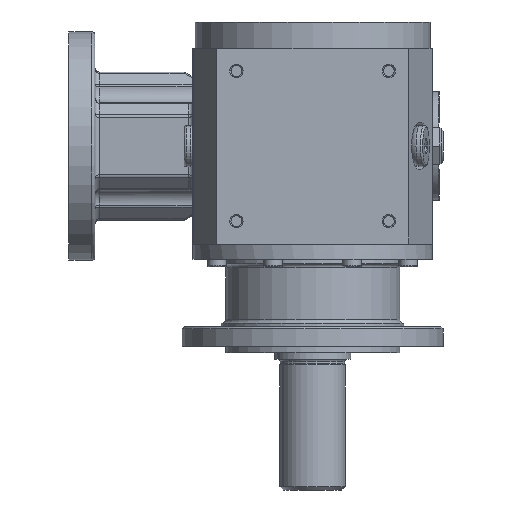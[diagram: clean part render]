
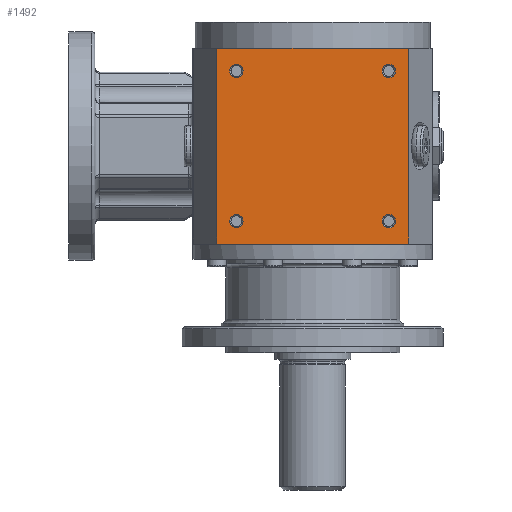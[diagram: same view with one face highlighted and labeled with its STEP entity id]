
A CAD part, front view. The second image highlights one B-rep face of the part: STEP entity #1492.
In plain terms, the highlighted planar face has unit normal (0, -1, 0).
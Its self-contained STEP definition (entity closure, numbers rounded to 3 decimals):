
#1492 = ADVANCED_FACE( '', ( #3968, #3969, #3970, #3971, #3972 ), #3973, .T. );
#3968 = FACE_OUTER_BOUND( '', #8754, .T. );
#3969 = FACE_BOUND( '', #8755, .T. );
#3970 = FACE_BOUND( '', #8756, .T. );
#3971 = FACE_BOUND( '', #8757, .T. );
#3972 = FACE_BOUND( '', #8758, .T. );
#3973 = PLANE( '', #8759 );
#8754 = EDGE_LOOP( '', ( #19293, #19294, #19295, #19296 ) );
#8755 = EDGE_LOOP( '', ( #19297 ) );
#8756 = EDGE_LOOP( '', ( #19298 ) );
#8757 = EDGE_LOOP( '', ( #19299 ) );
#8758 = EDGE_LOOP( '', ( #19300 ) );
#8759 = AXIS2_PLACEMENT_3D( '', #19301, #19302, #19303 );
#19293 = ORIENTED_EDGE( '', *, *, #27417, .T. );
#19294 = ORIENTED_EDGE( '', *, *, #27418, .T. );
#19295 = ORIENTED_EDGE( '', *, *, #26962, .F. );
#19296 = ORIENTED_EDGE( '', *, *, #27419, .F. );
#19297 = ORIENTED_EDGE( '', *, *, #27420, .F. );
#19298 = ORIENTED_EDGE( '', *, *, #27421, .F. );
#19299 = ORIENTED_EDGE( '', *, *, #27422, .F. );
#19300 = ORIENTED_EDGE( '', *, *, #27170, .F. );
#19301 = CARTESIAN_POINT( '', ( 98.817, 1.946, 0. ) );
#19302 = DIRECTION( '', ( 0., -1., 0. ) );
#19303 = DIRECTION( '', ( 0., 0., -1. ) );
#26962 = EDGE_CURVE( '', #30524, #30526, #30527, .T. );
#27170 = EDGE_CURVE( '', #30883, #30883, #30884, .T. );
#27417 = EDGE_CURVE( '', #31283, #31284, #31285, .T. );
#27418 = EDGE_CURVE( '', #31284, #30526, #31286, .T. );
#27419 = EDGE_CURVE( '', #31283, #30524, #31287, .T. );
#27420 = EDGE_CURVE( '', #31288, #31288, #31289, .T. );
#27421 = EDGE_CURVE( '', #31290, #31290, #31291, .T. );
#27422 = EDGE_CURVE( '', #31292, #31292, #31293, .T. );
#30524 = VERTEX_POINT( '', #36036 );
#30526 = VERTEX_POINT( '', #36039 );
#30527 = LINE( '', #36040, #36041 );
#30883 = VERTEX_POINT( '', #37102 );
#30884 = CIRCLE( '', #37103, 3.05 );
#31283 = VERTEX_POINT( '', #38163 );
#31284 = VERTEX_POINT( '', #38164 );
#31285 = LINE( '', #38165, #38166 );
#31286 = LINE( '', #38167, #38168 );
#31287 = LINE( '', #38169, #38170 );
#31288 = VERTEX_POINT( '', #38171 );
#31289 = CIRCLE( '', #38172, 3.05 );
#31290 = VERTEX_POINT( '', #38173 );
#31291 = CIRCLE( '', #38174, 3.05 );
#31292 = VERTEX_POINT( '', #38175 );
#31293 = CIRCLE( '', #38176, 3.05 );
#36036 = CARTESIAN_POINT( '', ( 10.655, 1.946, 90. ) );
#36039 = CARTESIAN_POINT( '', ( 98.817, 1.946, 90. ) );
#36040 = CARTESIAN_POINT( '', ( 52.42, 1.946, 90. ) );
#36041 = VECTOR( '', #47491, 1000. );
#37102 = CARTESIAN_POINT( '', ( 16.686, 1.946, 10.5 ) );
#37103 = AXIS2_PLACEMENT_3D( '', #47780, #47781, #47782 );
#38163 = CARTESIAN_POINT( '', ( 10.655, 1.946, 0. ) );
#38164 = CARTESIAN_POINT( '', ( 98.817, 1.946, 0. ) );
#38165 = CARTESIAN_POINT( '', ( 52.42, 1.946, 0. ) );
#38166 = VECTOR( '', #48095, 1000. );
#38167 = CARTESIAN_POINT( '', ( 98.817, 1.946, 0. ) );
#38168 = VECTOR( '', #48096, 1000. );
#38169 = CARTESIAN_POINT( '', ( 10.655, 1.946, 0. ) );
#38170 = VECTOR( '', #48097, 1000. );
#38171 = CARTESIAN_POINT( '', ( 86.686, 1.946, 79.5 ) );
#38172 = AXIS2_PLACEMENT_3D( '', #48098, #48099, #48100 );
#38173 = CARTESIAN_POINT( '', ( 86.686, 1.946, 10.5 ) );
#38174 = AXIS2_PLACEMENT_3D( '', #48101, #48102, #48103 );
#38175 = CARTESIAN_POINT( '', ( 16.686, 1.946, 79.5 ) );
#38176 = AXIS2_PLACEMENT_3D( '', #48104, #48105, #48106 );
#47491 = DIRECTION( '', ( 1., 0., 0. ) );
#47780 = CARTESIAN_POINT( '', ( 19.736, 1.946, 10.5 ) );
#47781 = DIRECTION( '', ( 0., -1., 0. ) );
#47782 = DIRECTION( '', ( -1., 0., 0. ) );
#48095 = DIRECTION( '', ( 1., 0., 0. ) );
#48096 = DIRECTION( '', ( 0., 0., 1. ) );
#48097 = DIRECTION( '', ( 0., 0., 1. ) );
#48098 = CARTESIAN_POINT( '', ( 89.736, 1.946, 79.5 ) );
#48099 = DIRECTION( '', ( 0., -1., 0. ) );
#48100 = DIRECTION( '', ( -1., 0., 0. ) );
#48101 = CARTESIAN_POINT( '', ( 89.736, 1.946, 10.5 ) );
#48102 = DIRECTION( '', ( 0., -1., 0. ) );
#48103 = DIRECTION( '', ( -1., 0., 0. ) );
#48104 = CARTESIAN_POINT( '', ( 19.736, 1.946, 79.5 ) );
#48105 = DIRECTION( '', ( 0., -1., 0. ) );
#48106 = DIRECTION( '', ( -1., 0., 0. ) );
